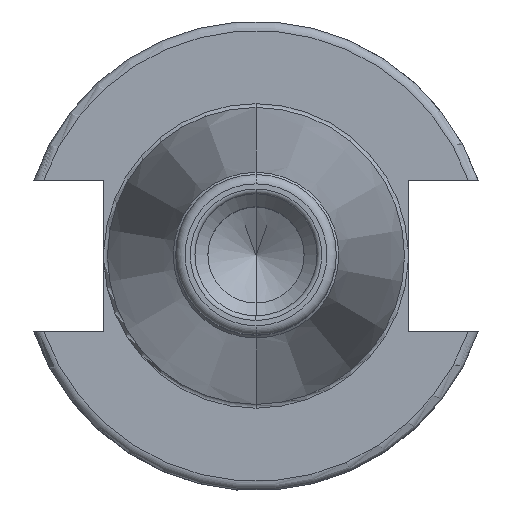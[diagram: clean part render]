
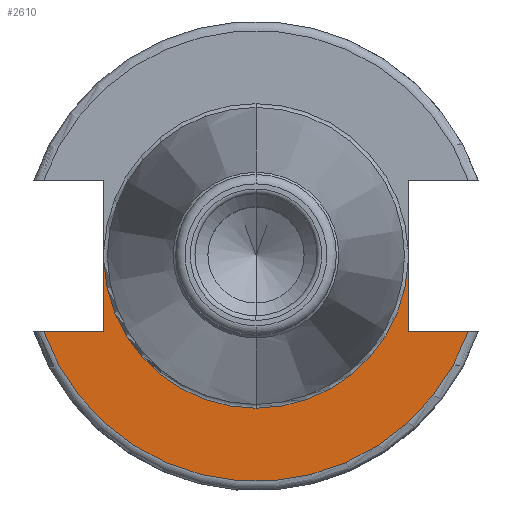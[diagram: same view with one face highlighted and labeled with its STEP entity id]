
A CAD part, top view. The second image highlights one B-rep face of the part: STEP entity #2610.
In plain terms, the highlighted planar face has unit normal (0, 0, 1).
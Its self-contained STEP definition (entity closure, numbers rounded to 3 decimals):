
#351=CARTESIAN_POINT('',(0,0,8));
#352=DIRECTION('',(0,0,-1));
#353=DIRECTION('',(0.999,-0.045,0));
#354=AXIS2_PLACEMENT_3D('',#351,#352,#353);
#982=DIRECTION('',(1,0,0));
#983=VECTOR('',#982,6.41);
#984=CARTESIAN_POINT('',(-22.61,-8.05,8));
#985=LINE('',#984,#983);
#986=DIRECTION('',(0,1,0));
#987=VECTOR('',#986,7.315);
#988=CARTESIAN_POINT('',(-16.2,-8.05,8));
#989=LINE('',#988,#987);
#990=DIRECTION('',(0,-1,0));
#991=VECTOR('',#990,7.315);
#992=CARTESIAN_POINT('',(16.2,-0.735,8));
#993=LINE('',#992,#991);
#994=DIRECTION('',(-1,0,0));
#995=VECTOR('',#994,6.41);
#996=CARTESIAN_POINT('',(22.61,-8.05,8));
#997=LINE('',#996,#995);
#1035=CARTESIAN_POINT('',(0,0,8));
#1036=DIRECTION('',(0,0,1));
#1037=DIRECTION('',(-0.999,-0.045,0));
#1038=AXIS2_PLACEMENT_3D('',#1035,#1036,#1037);
#1077=CARTESIAN_POINT('',(0,0,8));
#1078=DIRECTION('',(0,0,1));
#1079=DIRECTION('',(-0.942,-0.335,0));
#1080=AXIS2_PLACEMENT_3D('',#1077,#1078,#1079);
#1207=CARTESIAN_POINT('',(0,-16.217,8));
#1209=VERTEX_POINT('',#1207);
#1277=CARTESIAN_POINT('',(-22.61,-8.05,8));
#1278=CARTESIAN_POINT('',(-16.2,-8.05,8));
#1279=VERTEX_POINT('',#1277);
#1280=VERTEX_POINT('',#1278);
#1281=CARTESIAN_POINT('',(-16.2,-0.735,8));
#1282=VERTEX_POINT('',#1281);
#1293=CARTESIAN_POINT('',(16.2,-0.735,8));
#1294=CARTESIAN_POINT('',(16.2,-8.05,8));
#1295=VERTEX_POINT('',#1293);
#1296=VERTEX_POINT('',#1294);
#1297=CARTESIAN_POINT('',(22.61,-8.05,8));
#1298=VERTEX_POINT('',#1297);
#2593=CARTESIAN_POINT('',(0,0,8));
#2594=DIRECTION('',(0,0,-1));
#2595=DIRECTION('',(0,-1,0));
#2596=AXIS2_PLACEMENT_3D('',#2593,#2594,#2595);
#2597=PLANE('',#2596);
#2598=ORIENTED_EDGE('',*,*,#2583,.T.);
#2599=ORIENTED_EDGE('',*,*,#2522,.T.);
#2601=ORIENTED_EDGE('',*,*,#2600,.T.);
#2602=ORIENTED_EDGE('',*,*,#1926,.F.);
#2603=ORIENTED_EDGE('',*,*,#1951,.T.);
#2605=ORIENTED_EDGE('',*,*,#2604,.F.);
#2607=ORIENTED_EDGE('',*,*,#2606,.F.);
#2608=EDGE_LOOP('',(#2598,#2599,#2601,#2602,#2603,#2605,#2607));
#2609=FACE_OUTER_BOUND('',#2608,.F.);
#2610=ADVANCED_FACE('',(#2609),#2597,.F.);
#355=CIRCLE('',#354,16.217);
#1039=CIRCLE('',#1038,16.217);
#1081=CIRCLE('',#1080,24);
#1926=EDGE_CURVE('',#1295,#1209,#355,.T.);
#1951=EDGE_CURVE('',#1295,#1296,#993,.T.);
#2522=EDGE_CURVE('',#1280,#1282,#989,.T.);
#2583=EDGE_CURVE('',#1279,#1280,#985,.T.);
#2600=EDGE_CURVE('',#1282,#1209,#1039,.T.);
#2604=EDGE_CURVE('',#1298,#1296,#997,.T.);
#2606=EDGE_CURVE('',#1279,#1298,#1081,.T.);
